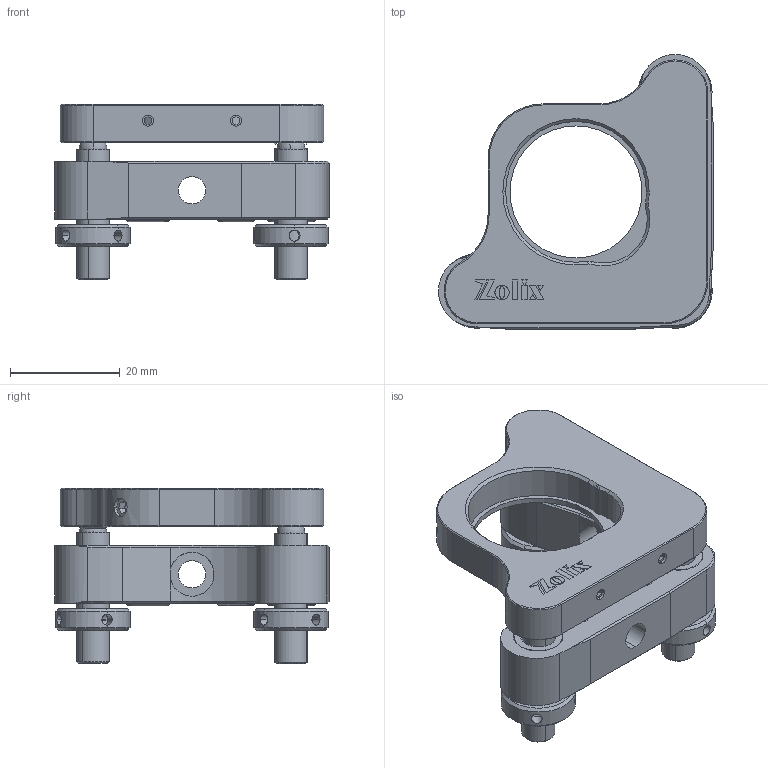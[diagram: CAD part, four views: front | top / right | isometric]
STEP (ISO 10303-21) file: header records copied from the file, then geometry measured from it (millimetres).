
FILE_DESCRIPTION (( 'STEP AP203' ), '1' );
FILE_NAME ('NMHS25.4.STEP', '2019-04-30T06:21:53', ( 'User' ), ( 'User' ), 'SwSTEP 2.0', 'SolidWorks 2016', '' );
FILE_SCHEMA (( 'CONFIG_CONTROL_DESIGN' ));
Length unit declared in the file: millimetre
Products named in the file (1): NMHS25.4
Bounding box: 50 x 50 x 31.94 mm (x, y, z)
Surface area: 13575.6 mm2 (no closed solid volume)
Topology: 0 solids, 34 shells, 435 faces, 1395 edges, 968 vertices
Faces by surface type: plane 171, cylinder 149, cone 109, sphere 6
Entity records: 15976 total; most frequent: CARTESIAN_POINT 3703, DIRECTION 2593, ORIENTED_EDGE 2266, EDGE_CURVE 1360, VERTEX_POINT 959, AXIS2_PLACEMENT_3D 867, VECTOR 859, LINE 859
